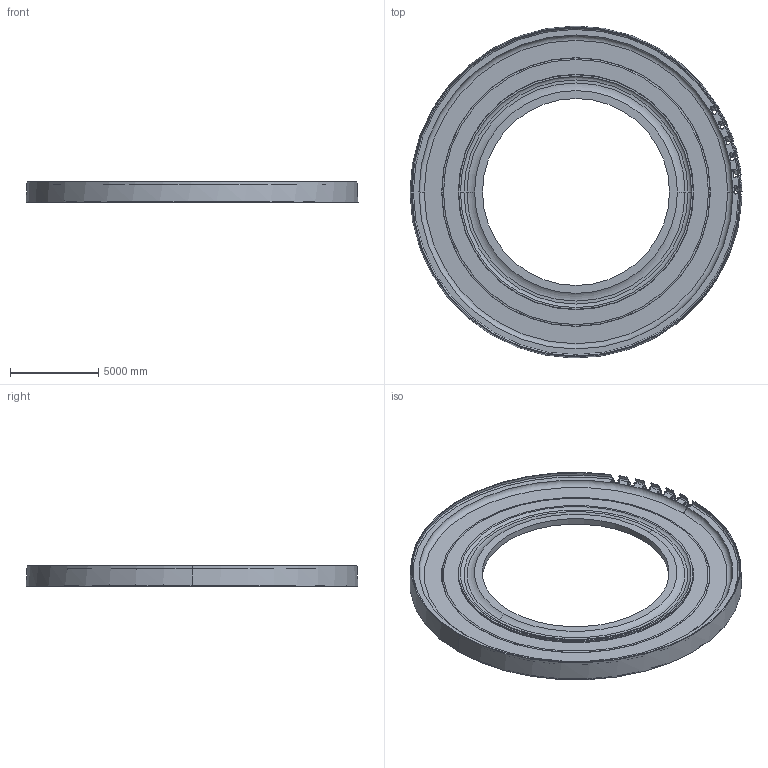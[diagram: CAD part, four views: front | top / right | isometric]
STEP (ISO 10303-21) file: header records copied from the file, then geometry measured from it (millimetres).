
FILE_DESCRIPTION(('produced by SPATIAL CORP'),'2;1');
FILE_NAME( 'rotor6.step.hh.sat.stp','2002-04-22T10:03:16+00:00',('SPATIAL CORP'),('SPATIAL CORP'), 'ACIS STEP Husk','http://www.spatial.com','SPATIAL CORP');
FILE_SCHEMA(('CONFIG_CONTROL_DESIGN'));
Length unit declared in the file: millimetre
Products named in the file (1): PRODUCT_ID_1
Bounding box: 18819.96 x 18817.14 x 1150 mm (x, y, z)
Volume: 43504102751.1 mm3; surface area: 562077608.9 mm2
Topology: 1 solids, 1 shells, 217 faces, 593 edges, 389 vertices
Faces by surface type: bspline 96, plane 43, torus 40, cone 21, cylinder 17
Entity records: 24156 total; most frequent: CARTESIAN_POINT 19669, ORIENTED_EDGE 1186, EDGE_CURVE 593, DIRECTION 520, VERTEX_POINT 389, B_SPLINE_CURVE_WITH_KNOTS 363, AXIS2_PLACEMENT_3D 235, EDGE_LOOP 230
